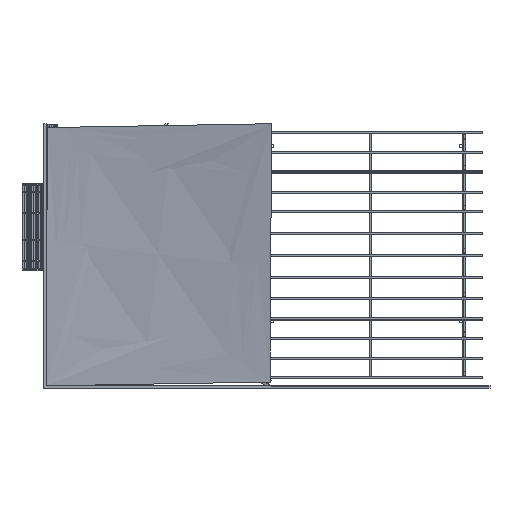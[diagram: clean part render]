
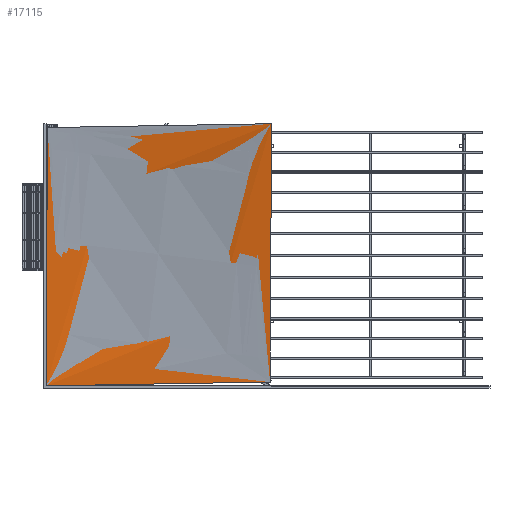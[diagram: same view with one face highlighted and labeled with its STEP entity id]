
A CAD part, top view. The second image highlights one B-rep face of the part: STEP entity #17115.
In plain terms, the highlighted free-form (B-spline) face has degree [3, 3] with [5, 5] control points.
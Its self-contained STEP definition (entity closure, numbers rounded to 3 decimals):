
#27=B_SPLINE_CURVE_WITH_KNOTS('',3,(#34538,#34539,#34540,#34541,#34542),
 .UNSPECIFIED.,.F.,.F.,(4,1,4),(0.,178.298,356.596),
 .UNSPECIFIED.);
#28=B_SPLINE_CURVE_WITH_KNOTS('',3,(#34544,#34545,#34546,#34547,#34548),
 .UNSPECIFIED.,.F.,.F.,(4,1,4),(0.,154.937,309.874),
 .UNSPECIFIED.);
#29=B_SPLINE_CURVE_WITH_KNOTS('',3,(#34550,#34551,#34552,#34553,#34554),
 .UNSPECIFIED.,.F.,.F.,(4,1,4),(-356.596,-178.298,0.),
 .UNSPECIFIED.);
#30=B_SPLINE_CURVE_WITH_KNOTS('',3,(#34555,#34556,#34557,#34558,#34559),
 .UNSPECIFIED.,.F.,.F.,(4,1,4),(-309.874,-154.937,0.),
 .UNSPECIFIED.);
#32=B_SPLINE_SURFACE_WITH_KNOTS('',3,3,((#34511,#34512,#34513,#34514,#34515),
(#34516,#34517,#34518,#34519,#34520),(#34521,#34522,#34523,#34524,#34525),
(#34526,#34527,#34528,#34529,#34530),(#34531,#34532,#34533,#34534,#34535)),
 .UNSPECIFIED.,.F.,.F.,.F.,(4,1,4),(4,1,4),(0.,178.298,356.596),
(0.,154.937,309.874),.UNSPECIFIED.);
#2121=FACE_OUTER_BOUND('',#3517,.T.);
#3517=EDGE_LOOP('',(#14937,#14938,#14939,#14940));
#8458=VERTEX_POINT('',#34536);
#8459=VERTEX_POINT('',#34537);
#8460=VERTEX_POINT('',#34543);
#8461=VERTEX_POINT('',#34549);
#10625=EDGE_CURVE('',#8458,#8459,#27,.T.);
#10626=EDGE_CURVE('',#8459,#8460,#28,.T.);
#10627=EDGE_CURVE('',#8460,#8461,#29,.T.);
#10628=EDGE_CURVE('',#8461,#8458,#30,.T.);
#14937=ORIENTED_EDGE('',*,*,#10625,.T.);
#14938=ORIENTED_EDGE('',*,*,#10626,.T.);
#14939=ORIENTED_EDGE('',*,*,#10627,.T.);
#14940=ORIENTED_EDGE('',*,*,#10628,.T.);
#17115=ADVANCED_FACE('',(#2121),#32,.T.);
#34511=CARTESIAN_POINT('Ctrl Pts',(4077.,-3548.,2174.5));
#34512=CARTESIAN_POINT('Ctrl Pts',(3563.667,-3556.667,2180.333));
#34513=CARTESIAN_POINT('Ctrl Pts',(2537.,-3574.,2192.));
#34514=CARTESIAN_POINT('Ctrl Pts',(1510.333,-3591.333,2203.667));
#34515=CARTESIAN_POINT('Ctrl Pts',(997.,-3600.,2209.5));
#34516=CARTESIAN_POINT('Ctrl Pts',(4080.333,-2956.333,2253.667));
#34517=CARTESIAN_POINT('Ctrl Pts',(3567.,-2965.,2259.5));
#34518=CARTESIAN_POINT('Ctrl Pts',(2540.447,-2982.233,2227.06));
#34519=CARTESIAN_POINT('Ctrl Pts',(1513.667,-2999.667,2197.833));
#34520=CARTESIAN_POINT('Ctrl Pts',(1000.334,-3008.333,2203.667));
#34521=CARTESIAN_POINT('Ctrl Pts',(4086.999,-1773.,2412.));
#34522=CARTESIAN_POINT('Ctrl Pts',(3573.78,-1781.567,2373.727));
#34523=CARTESIAN_POINT('Ctrl Pts',(2547.227,-1798.8,1758.038));
#34524=CARTESIAN_POINT('Ctrl Pts',(1520.447,-1816.234,2227.061));
#34525=CARTESIAN_POINT('Ctrl Pts',(1007.001,-1825.,2192.));
#34526=CARTESIAN_POINT('Ctrl Pts',(4093.666,-589.667,2570.333));
#34527=CARTESIAN_POINT('Ctrl Pts',(3580.333,-598.333,2491.167));
#34528=CARTESIAN_POINT('Ctrl Pts',(2553.78,-615.566,2373.727));
#34529=CARTESIAN_POINT('Ctrl Pts',(1527.,-632.999,2259.5));
#34530=CARTESIAN_POINT('Ctrl Pts',(1013.667,-641.667,2180.333));
#34531=CARTESIAN_POINT('Ctrl Pts',(4097.,2.,2649.5));
#34532=CARTESIAN_POINT('Ctrl Pts',(3583.667,-6.666,2570.333));
#34533=CARTESIAN_POINT('Ctrl Pts',(2557.,-23.998,2412.));
#34534=CARTESIAN_POINT('Ctrl Pts',(1530.333,-41.333,2253.667));
#34535=CARTESIAN_POINT('Ctrl Pts',(1017.,-50.,2174.5));
#34536=CARTESIAN_POINT('',(4077.,-3548.,2174.5));
#34537=CARTESIAN_POINT('',(4097.,2.,2649.5));
#34538=CARTESIAN_POINT('Ctrl Pts',(4077.,-3548.,2174.5));
#34539=CARTESIAN_POINT('Ctrl Pts',(4080.333,-2956.333,2253.667));
#34540=CARTESIAN_POINT('Ctrl Pts',(4086.999,-1773.,2412.));
#34541=CARTESIAN_POINT('Ctrl Pts',(4093.666,-589.667,2570.333));
#34542=CARTESIAN_POINT('Ctrl Pts',(4097.,2.,2649.5));
#34543=CARTESIAN_POINT('',(1017.,-50.,2174.5));
#34544=CARTESIAN_POINT('Ctrl Pts',(4097.,2.,2649.5));
#34545=CARTESIAN_POINT('Ctrl Pts',(3583.667,-6.666,2570.333));
#34546=CARTESIAN_POINT('Ctrl Pts',(2557.,-23.998,2412.));
#34547=CARTESIAN_POINT('Ctrl Pts',(1530.333,-41.333,2253.667));
#34548=CARTESIAN_POINT('Ctrl Pts',(1017.,-50.,2174.5));
#34549=CARTESIAN_POINT('',(997.,-3600.,2209.5));
#34550=CARTESIAN_POINT('Ctrl Pts',(1017.,-50.,2174.5));
#34551=CARTESIAN_POINT('Ctrl Pts',(1013.667,-641.667,2180.333));
#34552=CARTESIAN_POINT('Ctrl Pts',(1007.001,-1825.,2192.));
#34553=CARTESIAN_POINT('Ctrl Pts',(1000.334,-3008.333,2203.667));
#34554=CARTESIAN_POINT('Ctrl Pts',(997.,-3600.,2209.5));
#34555=CARTESIAN_POINT('Ctrl Pts',(997.,-3600.,2209.5));
#34556=CARTESIAN_POINT('Ctrl Pts',(1510.333,-3591.333,2203.667));
#34557=CARTESIAN_POINT('Ctrl Pts',(2537.,-3574.,2192.));
#34558=CARTESIAN_POINT('Ctrl Pts',(3563.667,-3556.667,2180.333));
#34559=CARTESIAN_POINT('Ctrl Pts',(4077.,-3548.,2174.5));
